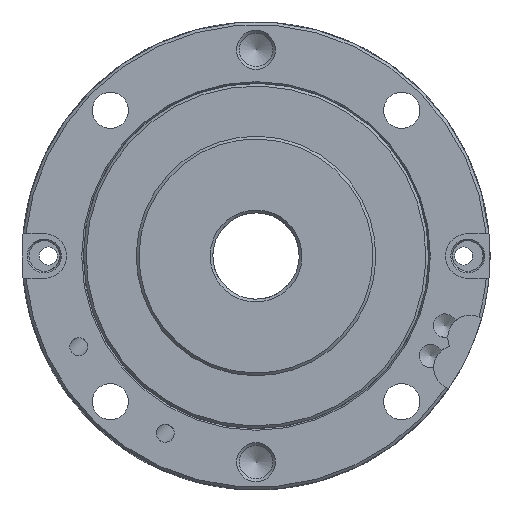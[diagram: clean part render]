
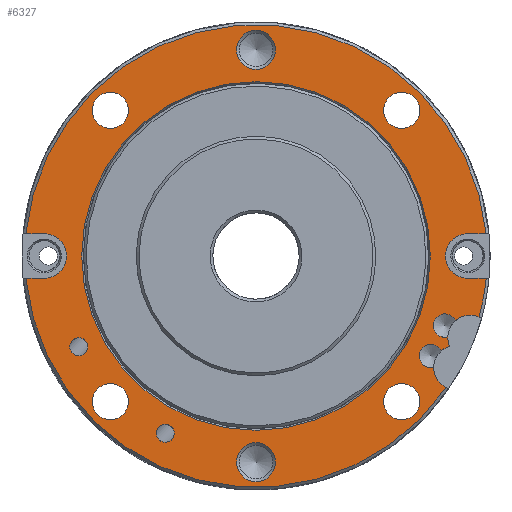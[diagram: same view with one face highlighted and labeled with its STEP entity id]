
A CAD part, front view. The second image highlights one B-rep face of the part: STEP entity #6327.
In plain terms, the highlighted planar face has unit normal (0, -1, 0).
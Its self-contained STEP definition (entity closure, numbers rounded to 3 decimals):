
#253=LINE('',#10247,#723);
#254=LINE('',#10251,#724);
#255=LINE('',#10255,#725);
#256=LINE('',#10259,#726);
#723=VECTOR('',#7804,10.);
#724=VECTOR('',#7807,10.);
#725=VECTOR('',#7810,10.);
#726=VECTOR('',#7813,10.);
#1355=FACE_BOUND('',#1812,.T.);
#1356=FACE_BOUND('',#1813,.T.);
#1357=FACE_BOUND('',#1814,.T.);
#1358=FACE_BOUND('',#1815,.T.);
#1359=FACE_BOUND('',#1816,.T.);
#1360=FACE_BOUND('',#1817,.T.);
#1361=FACE_BOUND('',#1818,.T.);
#1362=FACE_BOUND('',#1819,.T.);
#1363=FACE_BOUND('',#1820,.T.);
#1461=FACE_OUTER_BOUND('',#1811,.T.);
#1811=EDGE_LOOP('',(#4348,#4349,#4350,#4351,#4352,#4353,#4354,#4355,#4356,
#4357,#4358,#4359,#4360,#4361,#4362));
#1812=EDGE_LOOP('',(#4363));
#1813=EDGE_LOOP('',(#4364));
#1814=EDGE_LOOP('',(#4365));
#1815=EDGE_LOOP('',(#4366));
#1816=EDGE_LOOP('',(#4367));
#1817=EDGE_LOOP('',(#4368));
#1818=EDGE_LOOP('',(#4369));
#1819=EDGE_LOOP('',(#4370,#4371));
#1820=EDGE_LOOP('',(#4372,#4373));
#2226=CIRCLE('',#6898,4.);
#2228=CIRCLE('',#6901,4.);
#2229=CIRCLE('',#6904,4.);
#2231=CIRCLE('',#6907,4.);
#2235=CIRCLE('',#6915,2.1);
#2236=CIRCLE('',#6916,41.5);
#2237=CIRCLE('',#6917,4.);
#2238=CIRCLE('',#6918,41.5);
#2239=CIRCLE('',#6919,4.);
#2240=CIRCLE('',#6920,41.5);
#2241=CIRCLE('',#6921,2.1);
#2242=CIRCLE('',#6922,3.5);
#2243=CIRCLE('',#6923,31.289);
#2244=CIRCLE('',#6924,3.5);
#2245=CIRCLE('',#6925,3.25);
#2246=CIRCLE('',#6926,3.25);
#2247=CIRCLE('',#6927,3.25);
#2248=CIRCLE('',#6928,3.25);
#2249=CIRCLE('',#6929,1.621);
#2250=CIRCLE('',#6930,1.621);
#2251=CIRCLE('',#6931,1.621);
#2252=CIRCLE('',#6932,1.621);
#2608=VERTEX_POINT('',#10158);
#2610=VERTEX_POINT('',#10161);
#2614=VERTEX_POINT('',#10169);
#2615=VERTEX_POINT('',#10171);
#2620=VERTEX_POINT('',#10199);
#2622=VERTEX_POINT('',#10216);
#2623=VERTEX_POINT('',#10218);
#2630=VERTEX_POINT('',#10244);
#2631=VERTEX_POINT('',#10246);
#2632=VERTEX_POINT('',#10248);
#2633=VERTEX_POINT('',#10250);
#2634=VERTEX_POINT('',#10252);
#2635=VERTEX_POINT('',#10254);
#2636=VERTEX_POINT('',#10256);
#2637=VERTEX_POINT('',#10258);
#2638=VERTEX_POINT('',#10262);
#2639=VERTEX_POINT('',#10264);
#2640=VERTEX_POINT('',#10266);
#2641=VERTEX_POINT('',#10268);
#2642=VERTEX_POINT('',#10270);
#2643=VERTEX_POINT('',#10272);
#2644=VERTEX_POINT('',#10274);
#2645=VERTEX_POINT('',#10276);
#2646=VERTEX_POINT('',#10277);
#2647=VERTEX_POINT('',#10280);
#2648=VERTEX_POINT('',#10281);
#3295=EDGE_CURVE('',#2610,#2608,#2226,.T.);
#3300=EDGE_CURVE('',#2615,#2614,#2228,.T.);
#3309=EDGE_CURVE('',#2623,#2622,#2229,.T.);
#3313=EDGE_CURVE('',#2620,#2610,#2231,.T.);
#3321=EDGE_CURVE('',#2608,#2615,#2235,.T.);
#3322=EDGE_CURVE('',#2630,#2614,#2236,.T.);
#3323=EDGE_CURVE('',#2630,#2631,#253,.T.);
#3324=EDGE_CURVE('',#2631,#2632,#2237,.T.);
#3325=EDGE_CURVE('',#2632,#2633,#254,.T.);
#3326=EDGE_CURVE('',#2634,#2633,#2238,.T.);
#3327=EDGE_CURVE('',#2634,#2635,#255,.T.);
#3328=EDGE_CURVE('',#2635,#2636,#2239,.T.);
#3329=EDGE_CURVE('',#2636,#2637,#256,.T.);
#3330=EDGE_CURVE('',#2623,#2637,#2240,.T.);
#3331=EDGE_CURVE('',#2622,#2620,#2241,.T.);
#3332=EDGE_CURVE('',#2638,#2638,#2242,.T.);
#3333=EDGE_CURVE('',#2639,#2639,#2243,.T.);
#3334=EDGE_CURVE('',#2640,#2640,#2244,.T.);
#3335=EDGE_CURVE('',#2641,#2641,#2245,.T.);
#3336=EDGE_CURVE('',#2642,#2642,#2246,.T.);
#3337=EDGE_CURVE('',#2643,#2643,#2247,.T.);
#3338=EDGE_CURVE('',#2644,#2644,#2248,.T.);
#3339=EDGE_CURVE('',#2645,#2646,#2249,.T.);
#3340=EDGE_CURVE('',#2646,#2645,#2250,.T.);
#3341=EDGE_CURVE('',#2647,#2648,#2251,.T.);
#3342=EDGE_CURVE('',#2648,#2647,#2252,.T.);
#4348=ORIENTED_EDGE('',*,*,#3313,.T.);
#4349=ORIENTED_EDGE('',*,*,#3295,.T.);
#4350=ORIENTED_EDGE('',*,*,#3321,.T.);
#4351=ORIENTED_EDGE('',*,*,#3300,.T.);
#4352=ORIENTED_EDGE('',*,*,#3322,.F.);
#4353=ORIENTED_EDGE('',*,*,#3323,.T.);
#4354=ORIENTED_EDGE('',*,*,#3324,.T.);
#4355=ORIENTED_EDGE('',*,*,#3325,.T.);
#4356=ORIENTED_EDGE('',*,*,#3326,.F.);
#4357=ORIENTED_EDGE('',*,*,#3327,.T.);
#4358=ORIENTED_EDGE('',*,*,#3328,.T.);
#4359=ORIENTED_EDGE('',*,*,#3329,.T.);
#4360=ORIENTED_EDGE('',*,*,#3330,.F.);
#4361=ORIENTED_EDGE('',*,*,#3309,.T.);
#4362=ORIENTED_EDGE('',*,*,#3331,.T.);
#4363=ORIENTED_EDGE('',*,*,#3332,.F.);
#4364=ORIENTED_EDGE('',*,*,#3333,.F.);
#4365=ORIENTED_EDGE('',*,*,#3334,.F.);
#4366=ORIENTED_EDGE('',*,*,#3335,.T.);
#4367=ORIENTED_EDGE('',*,*,#3336,.T.);
#4368=ORIENTED_EDGE('',*,*,#3337,.T.);
#4369=ORIENTED_EDGE('',*,*,#3338,.T.);
#4370=ORIENTED_EDGE('',*,*,#3339,.T.);
#4371=ORIENTED_EDGE('',*,*,#3340,.T.);
#4372=ORIENTED_EDGE('',*,*,#3341,.T.);
#4373=ORIENTED_EDGE('',*,*,#3342,.T.);
#6119=PLANE('',#6914);
#6327=ADVANCED_FACE('',(#1461,#1355,#1356,#1357,#1358,#1359,#1360,#1361,
#1362,#1363),#6119,.F.);
#6898=AXIS2_PLACEMENT_3D('',#10162,#7755,#7756);
#6901=AXIS2_PLACEMENT_3D('',#10172,#7763,#7764);
#6904=AXIS2_PLACEMENT_3D('',#10219,#7774,#7775);
#6907=AXIS2_PLACEMENT_3D('',#10225,#7781,#7782);
#6914=AXIS2_PLACEMENT_3D('',#10242,#7798,#7799);
#6915=AXIS2_PLACEMENT_3D('',#10243,#7800,#7801);
#6916=AXIS2_PLACEMENT_3D('',#10245,#7802,#7803);
#6917=AXIS2_PLACEMENT_3D('',#10249,#7805,#7806);
#6918=AXIS2_PLACEMENT_3D('',#10253,#7808,#7809);
#6919=AXIS2_PLACEMENT_3D('',#10257,#7811,#7812);
#6920=AXIS2_PLACEMENT_3D('',#10260,#7814,#7815);
#6921=AXIS2_PLACEMENT_3D('',#10261,#7816,#7817);
#6922=AXIS2_PLACEMENT_3D('',#10263,#7818,#7819);
#6923=AXIS2_PLACEMENT_3D('',#10265,#7820,#7821);
#6924=AXIS2_PLACEMENT_3D('',#10267,#7822,#7823);
#6925=AXIS2_PLACEMENT_3D('',#10269,#7824,#7825);
#6926=AXIS2_PLACEMENT_3D('',#10271,#7826,#7827);
#6927=AXIS2_PLACEMENT_3D('',#10273,#7828,#7829);
#6928=AXIS2_PLACEMENT_3D('',#10275,#7830,#7831);
#6929=AXIS2_PLACEMENT_3D('',#10278,#7832,#7833);
#6930=AXIS2_PLACEMENT_3D('',#10279,#7834,#7835);
#6931=AXIS2_PLACEMENT_3D('',#10282,#7836,#7837);
#6932=AXIS2_PLACEMENT_3D('',#10283,#7838,#7839);
#7755=DIRECTION('center_axis',(0.,1.,0.));
#7756=DIRECTION('ref_axis',(-0.423,0.,-0.906));
#7763=DIRECTION('center_axis',(0.,1.,0.));
#7764=DIRECTION('ref_axis',(-0.423,0.,-0.906));
#7774=DIRECTION('center_axis',(0.,1.,0.));
#7775=DIRECTION('ref_axis',(0.283,0.,-0.959));
#7781=DIRECTION('center_axis',(0.,1.,0.));
#7782=DIRECTION('ref_axis',(0.283,0.,-0.959));
#7798=DIRECTION('center_axis',(0.,1.,0.));
#7799=DIRECTION('ref_axis',(0.,0.,1.));
#7800=DIRECTION('center_axis',(0.,1.,0.));
#7801=DIRECTION('ref_axis',(1.,0.,0.));
#7802=DIRECTION('center_axis',(0.,1.,0.));
#7803=DIRECTION('ref_axis',(1.,0.,0.));
#7804=DIRECTION('',(-1.,0.,0.));
#7805=DIRECTION('center_axis',(0.,1.,0.));
#7806=DIRECTION('ref_axis',(0.,0.,1.));
#7807=DIRECTION('',(1.,0.,0.));
#7808=DIRECTION('center_axis',(0.,1.,0.));
#7809=DIRECTION('ref_axis',(1.,0.,0.));
#7810=DIRECTION('',(1.,0.,0.));
#7811=DIRECTION('center_axis',(0.,1.,0.));
#7812=DIRECTION('ref_axis',(0.,0.,1.));
#7813=DIRECTION('',(-1.,0.,0.));
#7814=DIRECTION('center_axis',(0.,1.,0.));
#7815=DIRECTION('ref_axis',(1.,0.,0.));
#7816=DIRECTION('center_axis',(0.,1.,0.));
#7817=DIRECTION('ref_axis',(1.,0.,0.));
#7818=DIRECTION('center_axis',(0.,-1.,0.));
#7819=DIRECTION('ref_axis',(-1.,0.,0.));
#7820=DIRECTION('center_axis',(0.,-1.,0.));
#7821=DIRECTION('ref_axis',(-1.,0.,0.));
#7822=DIRECTION('center_axis',(0.,-1.,0.));
#7823=DIRECTION('ref_axis',(-1.,0.,0.));
#7824=DIRECTION('center_axis',(0.,1.,0.));
#7825=DIRECTION('ref_axis',(1.,0.,0.));
#7826=DIRECTION('center_axis',(0.,1.,0.));
#7827=DIRECTION('ref_axis',(0.,0.,-1.));
#7828=DIRECTION('center_axis',(0.,1.,0.));
#7829=DIRECTION('ref_axis',(-1.,0.,0.));
#7830=DIRECTION('center_axis',(0.,1.,0.));
#7831=DIRECTION('ref_axis',(0.,0.,1.));
#7832=DIRECTION('center_axis',(0.,1.,0.));
#7833=DIRECTION('ref_axis',(1.,0.,0.));
#7834=DIRECTION('center_axis',(0.,1.,0.));
#7835=DIRECTION('ref_axis',(1.,0.,0.));
#7836=DIRECTION('center_axis',(0.,1.,0.));
#7837=DIRECTION('ref_axis',(1.,0.,0.));
#7838=DIRECTION('center_axis',(0.,1.,0.));
#7839=DIRECTION('ref_axis',(1.,0.,0.));
#10158=CARTESIAN_POINT('',(34.427,0.,-14.527));
#10161=CARTESIAN_POINT('',(34.761,0.,-16.209));
#10162=CARTESIAN_POINT('Origin',(38.426,0.,-14.608));
#10169=CARTESIAN_POINT('',(40.031,0.,-10.944));
#10171=CARTESIAN_POINT('',(35.793,0.,-11.597));
#10172=CARTESIAN_POINT('Origin',(38.426,0.,-14.608));
#10199=CARTESIAN_POINT('',(33.258,0.,-17.035));
#10216=CARTESIAN_POINT('',(31.892,0.,-19.965));
#10218=CARTESIAN_POINT('',(34.115,0.,-23.631));
#10219=CARTESIAN_POINT('Origin',(35.891,0.,-20.046));
#10225=CARTESIAN_POINT('Origin',(35.891,0.,-20.046));
#10242=CARTESIAN_POINT('Origin',(0.,0.,0.));
#10243=CARTESIAN_POINT('Origin',(33.895,0.,-12.495));
#10244=CARTESIAN_POINT('',(41.307,0.,-4.));
#10245=CARTESIAN_POINT('Origin',(0.,0.,0.));
#10246=CARTESIAN_POINT('',(38.,0.,-4.));
#10247=CARTESIAN_POINT('',(25.032,0.,-4.));
#10248=CARTESIAN_POINT('',(38.,0.,4.));
#10249=CARTESIAN_POINT('Origin',(38.,0.,0.));
#10250=CARTESIAN_POINT('',(41.307,0.,4.));
#10251=CARTESIAN_POINT('',(19.,0.,4.));
#10252=CARTESIAN_POINT('',(-41.307,0.,4.));
#10253=CARTESIAN_POINT('Origin',(0.,0.,0.));
#10254=CARTESIAN_POINT('',(-38.,0.,4.));
#10255=CARTESIAN_POINT('',(-19.,0.,4.));
#10256=CARTESIAN_POINT('',(-38.,0.,-4.));
#10257=CARTESIAN_POINT('Origin',(-38.,0.,0.));
#10258=CARTESIAN_POINT('',(-41.307,0.,-4.));
#10259=CARTESIAN_POINT('',(-25.032,0.,-4.));
#10260=CARTESIAN_POINT('Origin',(0.,0.,0.));
#10261=CARTESIAN_POINT('Origin',(31.359,0.,-17.933));
#10262=CARTESIAN_POINT('',(3.5,0.,-37.));
#10263=CARTESIAN_POINT('Origin',(0.,0.,-37.));
#10264=CARTESIAN_POINT('',(31.289,0.,0.));
#10265=CARTESIAN_POINT('Origin',(0.,0.,0.));
#10266=CARTESIAN_POINT('',(3.5,0.,37.));
#10267=CARTESIAN_POINT('Origin',(0.,0.,37.));
#10268=CARTESIAN_POINT('',(22.9,0.,26.15));
#10269=CARTESIAN_POINT('Origin',(26.15,0.,26.15));
#10270=CARTESIAN_POINT('',(26.15,0.,-22.9));
#10271=CARTESIAN_POINT('Origin',(26.15,0.,-26.15));
#10272=CARTESIAN_POINT('',(-22.9,0.,-26.15));
#10273=CARTESIAN_POINT('Origin',(-26.15,0.,-26.15));
#10274=CARTESIAN_POINT('',(-26.15,0.,22.9));
#10275=CARTESIAN_POINT('Origin',(-26.15,0.,26.15));
#10276=CARTESIAN_POINT('',(-30.179,0.,-16.3));
#10277=CARTESIAN_POINT('',(-33.421,0.,-16.3));
#10278=CARTESIAN_POINT('Origin',(-31.8,0.,-16.3));
#10279=CARTESIAN_POINT('Origin',(-31.8,0.,-16.3));
#10280=CARTESIAN_POINT('',(-14.679,0.,-31.8));
#10281=CARTESIAN_POINT('',(-17.921,0.,-31.8));
#10282=CARTESIAN_POINT('Origin',(-16.3,0.,-31.8));
#10283=CARTESIAN_POINT('Origin',(-16.3,0.,-31.8));
